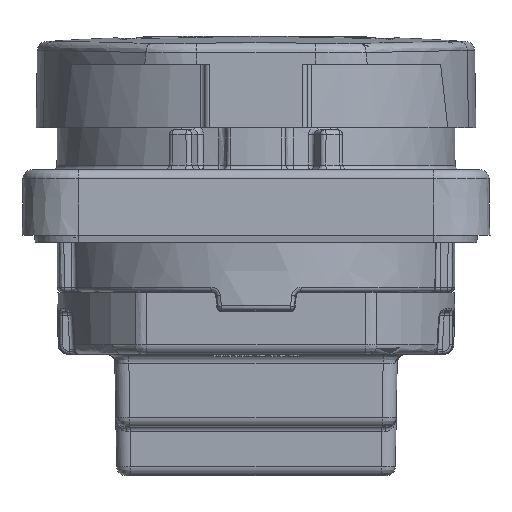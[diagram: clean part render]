
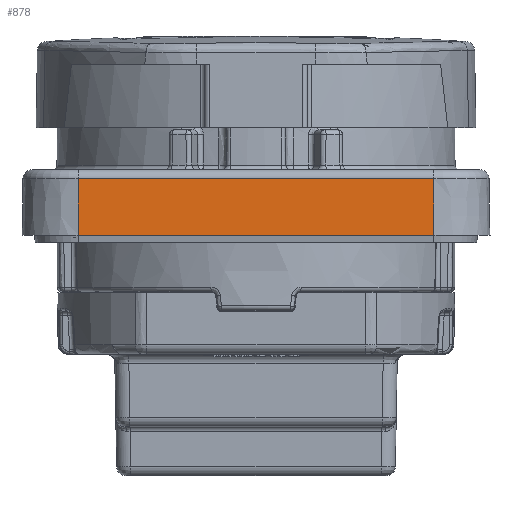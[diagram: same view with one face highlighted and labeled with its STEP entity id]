
A CAD part, front view. The second image highlights one B-rep face of the part: STEP entity #878.
In plain terms, the highlighted planar face has unit normal (0, -1, 0.018).
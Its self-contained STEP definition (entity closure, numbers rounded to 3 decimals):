
#878 = ADVANCED_FACE ( 'NONE', ( #5696 ), #33645, .T. ) ;
#1829 = DIRECTION ( 'NONE',  ( -1., 0., 0. ) ) ;
#4735 = DIRECTION ( 'NONE',  ( 0., -1., 0.017 ) ) ;
#5558 = LINE ( 'NONE', #45284, #15151 ) ;
#5696 = FACE_OUTER_BOUND ( 'NONE', #10280, .T. ) ;
#6157 = DIRECTION ( 'NONE',  ( 0., 0.017, 1. ) ) ;
#6405 = LINE ( 'NONE', #28027, #24604 ) ;
#6720 = CARTESIAN_POINT ( 'NONE',  ( 19., -25., 11. ) ) ;
#10280 = EDGE_LOOP ( 'NONE', ( #21680, #16902, #20540, #16484 ) ) ;
#10724 = VERTEX_POINT ( 'NONE', #15476 ) ;
#14733 = VERTEX_POINT ( 'NONE', #23028 ) ;
#15151 = VECTOR ( 'NONE', #1829, 1000. ) ;
#15476 = CARTESIAN_POINT ( 'NONE',  ( -19., -25., 11. ) ) ;
#16484 = ORIENTED_EDGE ( 'NONE', *, *, #40139, .F. ) ;
#16902 = ORIENTED_EDGE ( 'NONE', *, *, #43897, .T. ) ;
#20540 = ORIENTED_EDGE ( 'NONE', *, *, #38335, .F. ) ;
#21067 = CARTESIAN_POINT ( 'NONE',  ( 19., -25., 11. ) ) ;
#21680 = ORIENTED_EDGE ( 'NONE', *, *, #33130, .T. ) ;
#23028 = CARTESIAN_POINT ( 'NONE',  ( -19., -24.895, 17.017 ) ) ;
#23342 = VECTOR ( 'NONE', #6157, 1000. ) ;
#24604 = VECTOR ( 'NONE', #42553, 1000. ) ;
#27419 = VERTEX_POINT ( 'NONE', #42404 ) ;
#28027 = CARTESIAN_POINT ( 'NONE',  ( -19., -25., 11. ) ) ;
#30186 = DIRECTION ( 'NONE',  ( 0., -0.017, -1. ) ) ;
#30803 = LINE ( 'NONE', #6720, #31951 ) ;
#31951 = VECTOR ( 'NONE', #32152, 1000. ) ;
#32152 = DIRECTION ( 'NONE',  ( -1., 0., 0. ) ) ;
#33130 = EDGE_CURVE ( 'NONE', #43088, #27419, #42602, .T. ) ;
#33645 = PLANE ( 'NONE',  #34563 ) ;
#34563 = AXIS2_PLACEMENT_3D ( 'NONE', #44517, #4735, #30186 ) ;
#35226 = CARTESIAN_POINT ( 'NONE',  ( 19., -25., 11. ) ) ;
#38335 = EDGE_CURVE ( 'NONE', #10724, #14733, #6405, .T. ) ;
#40139 = EDGE_CURVE ( 'NONE', #43088, #10724, #30803, .T. ) ;
#42404 = CARTESIAN_POINT ( 'NONE',  ( 19., -24.895, 17.017 ) ) ;
#42553 = DIRECTION ( 'NONE',  ( 0., 0.017, 1. ) ) ;
#42602 = LINE ( 'NONE', #35226, #23342 ) ;
#43088 = VERTEX_POINT ( 'NONE', #21067 ) ;
#43897 = EDGE_CURVE ( 'NONE', #27419, #14733, #5558, .T. ) ;
#44517 = CARTESIAN_POINT ( 'NONE',  ( 19., -25., 11. ) ) ;
#45284 = CARTESIAN_POINT ( 'NONE',  ( 19., -24.895, 17.017 ) ) ;
